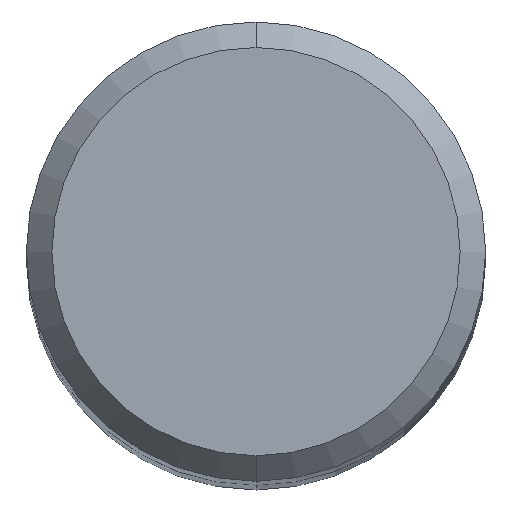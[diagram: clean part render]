
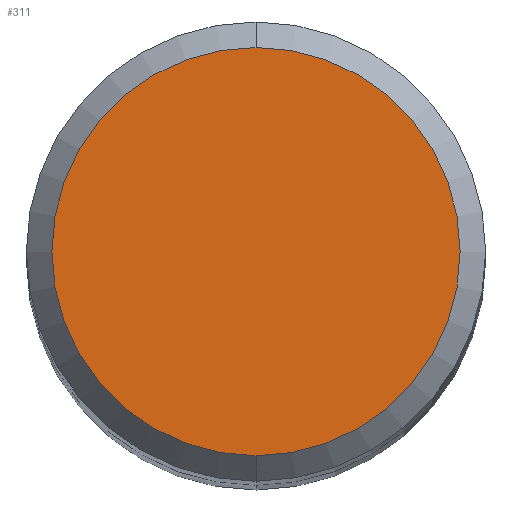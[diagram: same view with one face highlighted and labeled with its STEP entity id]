
A CAD part, top view. The second image highlights one B-rep face of the part: STEP entity #311.
In plain terms, the highlighted planar face has unit normal (0, 0, 1).
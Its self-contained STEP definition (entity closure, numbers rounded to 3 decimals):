
#195=EDGE_CURVE('',#249,#391,#460,.T.);
#249=VERTEX_POINT('',#520);
#311=ADVANCED_FACE('',(#588),#589,.T.);
#381=EDGE_CURVE('',#391,#249,#664,.T.);
#391=VERTEX_POINT('',#674);
#460=CIRCLE('',#786,4.0);
#520=CARTESIAN_POINT('',(0.,-4.0,42.0));
#588=FACE_OUTER_BOUND('',#1076,.T.);
#589=PLANE('',#1077);
#664=CIRCLE('',#1266,4.0);
#674=CARTESIAN_POINT('',(0.0,4.0,42.0));
#786=AXIS2_PLACEMENT_3D('',#1343,#1344,#1345);
#1076=EDGE_LOOP('',(#1487,#1488));
#1077=AXIS2_PLACEMENT_3D('',#1489,#1490,#1491);
#1266=AXIS2_PLACEMENT_3D('',#1562,#1563,#1564);
#1343=CARTESIAN_POINT('',(0.0,0.0,42.0));
#1344=DIRECTION('',(0.0,0.0,-1.0));
#1345=DIRECTION('',(0.0,1.0,0.0));
#1487=ORIENTED_EDGE('',*,*,#381,.F.);
#1488=ORIENTED_EDGE('',*,*,#195,.F.);
#1489=CARTESIAN_POINT('',(0.0,2.0,42.0));
#1490=DIRECTION('',(-0.0,0.0,1.0));
#1491=DIRECTION('',(0.0,-1.0,0.0));
#1562=CARTESIAN_POINT('',(0.0,0.0,42.0));
#1563=DIRECTION('',(0.0,0.0,-1.0));
#1564=DIRECTION('',(0.0,1.0,0.0));
